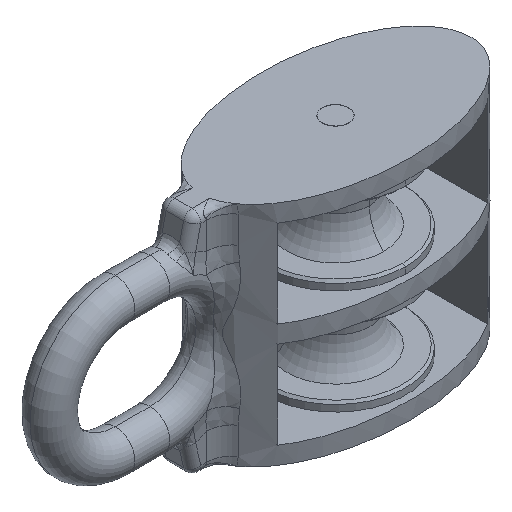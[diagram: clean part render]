
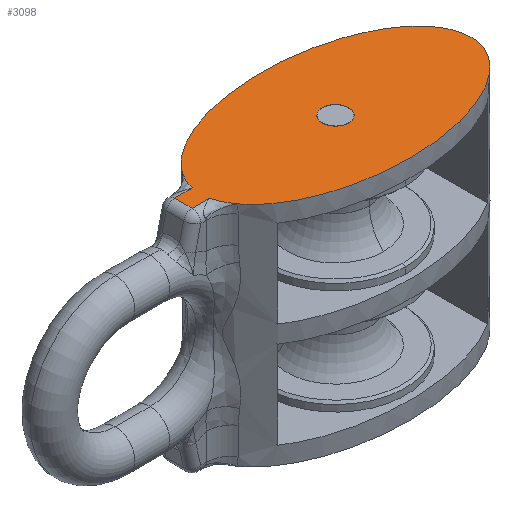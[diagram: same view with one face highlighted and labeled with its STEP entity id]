
A CAD part, isometric view. The second image highlights one B-rep face of the part: STEP entity #3098.
In plain terms, the highlighted planar face has unit normal (0, 0, 1).
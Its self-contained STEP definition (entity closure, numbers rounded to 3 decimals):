
#18 = VERTEX_POINT ( 'NONE', #1254 ) ;
#116 = VERTEX_POINT ( 'NONE', #3075 ) ;
#124 = CARTESIAN_POINT ( 'NONE',  ( 15.5, 12.157, 13. ) ) ;
#183 = CARTESIAN_POINT ( 'NONE',  ( -6.279, 14.429, 13. ) ) ;
#266 = VERTEX_POINT ( 'NONE', #333 ) ;
#326 = CARTESIAN_POINT ( 'NONE',  ( -1.5, 0., 13. ) ) ;
#333 = CARTESIAN_POINT ( 'NONE',  ( -15.392, -1., 13. ) ) ;
#343 = CIRCLE ( 'NONE', #2928, 1.5 ) ;
#467 = LINE ( 'NONE', #2587, #2036 ) ;
#476 = CARTESIAN_POINT ( 'NONE',  ( 0., 0., 13. ) ) ;
#493 = CARTESIAN_POINT ( 'NONE',  ( -14.418, 3.121, 13. ) ) ;
#497 = LINE ( 'NONE', #2592, #3780 ) ;
#598 = CARTESIAN_POINT ( 'NONE',  ( -15.235, -1.728, 13. ) ) ;
#712 = ORIENTED_EDGE ( 'NONE', *, *, #1572, .T. ) ;
#782 = PLANE ( 'NONE',  #2672 ) ;
#855 = VERTEX_POINT ( 'NONE', #2158 ) ;
#903 =( BOUNDED_CURVE ( )  B_SPLINE_CURVE ( 3, ( #2316, #124, #183, #3572 ),
 .UNSPECIFIED., .F., .F. ) 
 B_SPLINE_CURVE_WITH_KNOTS ( ( 4, 4 ),
 ( 0., 2.766 ),
 .UNSPECIFIED. ) 
 CURVE ( )  GEOMETRIC_REPRESENTATION_ITEM ( )  RATIONAL_B_SPLINE_CURVE ( ( 1., 0.458, 0.458, 1. ) ) 
 REPRESENTATION_ITEM ( '' )  );
#974 = AXIS2_PLACEMENT_3D ( 'NONE', #1564, #3420, #3115 ) ;
#1039 = CARTESIAN_POINT ( 'NONE',  ( -14.418, 3.121, 13. ) ) ;
#1102 = CARTESIAN_POINT ( 'NONE',  ( -15.235, 1.728, 13. ) ) ;
#1103 = EDGE_LOOP ( 'NONE', ( #1150, #1845 ) ) ;
#1135 = EDGE_CURVE ( 'NONE', #1813, #855, #1348, .T. ) ;
#1150 = ORIENTED_EDGE ( 'NONE', *, *, #3911, .F. ) ;
#1171 = VERTEX_POINT ( 'NONE', #326 ) ;
#1188 = CARTESIAN_POINT ( 'NONE',  ( -14.908, 2.439, 13. ) ) ;
#1193 = LINE ( 'NONE', #2151, #1906 ) ;
#1234 = ORIENTED_EDGE ( 'NONE', *, *, #1135, .T. ) ;
#1254 = CARTESIAN_POINT ( 'NONE',  ( -15.392, 1., 13. ) ) ;
#1296 = DIRECTION ( 'NONE',  ( 0., 0., 1. ) ) ;
#1300 = ORIENTED_EDGE ( 'NONE', *, *, #3081, .T. ) ;
#1348 =( BOUNDED_CURVE ( )  B_SPLINE_CURVE ( 3, ( #2377, #3593, #3614, #2420 ),
 .UNSPECIFIED., .F., .T. ) 
 B_SPLINE_CURVE_WITH_KNOTS ( ( 4, 4 ),
 ( 3.518, 6.283 ),
 .UNSPECIFIED. ) 
 CURVE ( )  GEOMETRIC_REPRESENTATION_ITEM ( )  RATIONAL_B_SPLINE_CURVE ( ( 1., 0.458, 0.458, 1. ) ) 
 REPRESENTATION_ITEM ( '' )  );
#1544 = CARTESIAN_POINT ( 'NONE',  ( -15.392, -1., 13. ) ) ;
#1564 = CARTESIAN_POINT ( 'NONE',  ( 0., 0., 13. ) ) ;
#1572 = EDGE_CURVE ( 'NONE', #3365, #18, #2962, .T. ) ;
#1751 = FACE_OUTER_BOUND ( 'NONE', #2475, .T. ) ;
#1813 = VERTEX_POINT ( 'NONE', #3848 ) ;
#1845 = ORIENTED_EDGE ( 'NONE', *, *, #2772, .F. ) ;
#1855 = DIRECTION ( 'NONE',  ( 0., -1., 0. ) ) ;
#1906 = VECTOR ( 'NONE', #1855, 1000. ) ;
#2036 = VECTOR ( 'NONE', #2623, 1000. ) ;
#2072 = DIRECTION ( 'NONE',  ( 1., 0., 0. ) ) ;
#2088 = ORIENTED_EDGE ( 'NONE', *, *, #3791, .T. ) ;
#2151 = CARTESIAN_POINT ( 'NONE',  ( -17.407, -1., 13. ) ) ;
#2158 = CARTESIAN_POINT ( 'NONE',  ( 15.5, 0., 13. ) ) ;
#2316 = CARTESIAN_POINT ( 'NONE',  ( 15.5, 0., 13. ) ) ;
#2377 = CARTESIAN_POINT ( 'NONE',  ( -14.418, -3.121, 13. ) ) ;
#2420 = CARTESIAN_POINT ( 'NONE',  ( 15.5, 0., 13. ) ) ;
#2475 = EDGE_LOOP ( 'NONE', ( #3683, #3606, #1300, #2088, #1234, #3435, #712 ) ) ;
#2516 = CIRCLE ( 'NONE', #974, 1.5 ) ;
#2587 = CARTESIAN_POINT ( 'NONE',  ( 0., 1., 13. ) ) ;
#2592 = CARTESIAN_POINT ( 'NONE',  ( -15.065, -1., 13. ) ) ;
#2623 = DIRECTION ( 'NONE',  ( -1., 0., 0. ) ) ;
#2672 = AXIS2_PLACEMENT_3D ( 'NONE', #476, #3607, #2072 ) ;
#2728 = CARTESIAN_POINT ( 'NONE',  ( -14.908, -2.439, 13. ) ) ;
#2772 = EDGE_CURVE ( 'NONE', #1171, #3406, #343, .T. ) ;
#2928 = AXIS2_PLACEMENT_3D ( 'NONE', #3126, #1296, #3755 ) ;
#2962 =( BOUNDED_CURVE ( )  B_SPLINE_CURVE ( 3, ( #493, #1188, #1102, #2971 ),
 .UNSPECIFIED., .F., .T. ) 
 B_SPLINE_CURVE_WITH_KNOTS ( ( 4, 4 ),
 ( 2.766, 3.024 ),
 .UNSPECIFIED. ) 
 CURVE ( )  GEOMETRIC_REPRESENTATION_ITEM ( )  RATIONAL_B_SPLINE_CURVE ( ( 1., 0.994, 0.994, 1. ) ) 
 REPRESENTATION_ITEM ( '' )  );
#2971 = CARTESIAN_POINT ( 'NONE',  ( -15.392, 1., 13. ) ) ;
#2974 = FACE_BOUND ( 'NONE', #1103, .T. ) ;
#3007 = CARTESIAN_POINT ( 'NONE',  ( -17.407, -1., 13. ) ) ;
#3075 = CARTESIAN_POINT ( 'NONE',  ( -17.407, 1., 13. ) ) ;
#3081 = EDGE_CURVE ( 'NONE', #3765, #266, #497, .T. ) ;
#3098 = ADVANCED_FACE ( 'NONE', ( #1751, #2974 ), #782, .T. ) ;
#3115 = DIRECTION ( 'NONE',  ( 1., 0., 0. ) ) ;
#3126 = CARTESIAN_POINT ( 'NONE',  ( 0., 0., 13. ) ) ;
#3214 = EDGE_CURVE ( 'NONE', #116, #3765, #1193, .T. ) ;
#3254 =( BOUNDED_CURVE ( )  B_SPLINE_CURVE ( 3, ( #1544, #598, #2728, #3949 ),
 .UNSPECIFIED., .F., .F. ) 
 B_SPLINE_CURVE_WITH_KNOTS ( ( 4, 4 ),
 ( 3.26, 3.518 ),
 .UNSPECIFIED. ) 
 CURVE ( )  GEOMETRIC_REPRESENTATION_ITEM ( )  RATIONAL_B_SPLINE_CURVE ( ( 1., 0.994, 0.994, 1. ) ) 
 REPRESENTATION_ITEM ( '' )  );
#3365 = VERTEX_POINT ( 'NONE', #1039 ) ;
#3406 = VERTEX_POINT ( 'NONE', #3639 ) ;
#3420 = DIRECTION ( 'NONE',  ( 0., 0., 1. ) ) ;
#3435 = ORIENTED_EDGE ( 'NONE', *, *, #3967, .T. ) ;
#3572 = CARTESIAN_POINT ( 'NONE',  ( -14.418, 3.121, 13. ) ) ;
#3574 = EDGE_CURVE ( 'NONE', #18, #116, #467, .T. ) ;
#3593 = CARTESIAN_POINT ( 'NONE',  ( -6.279, -14.429, 13. ) ) ;
#3606 = ORIENTED_EDGE ( 'NONE', *, *, #3214, .T. ) ;
#3607 = DIRECTION ( 'NONE',  ( 0., 0., 1. ) ) ;
#3614 = CARTESIAN_POINT ( 'NONE',  ( 15.5, -12.157, 13. ) ) ;
#3639 = CARTESIAN_POINT ( 'NONE',  ( 1.5, 0., 13. ) ) ;
#3683 = ORIENTED_EDGE ( 'NONE', *, *, #3574, .T. ) ;
#3755 = DIRECTION ( 'NONE',  ( 1., 0., 0. ) ) ;
#3765 = VERTEX_POINT ( 'NONE', #3007 ) ;
#3780 = VECTOR ( 'NONE', #3833, 1000. ) ;
#3791 = EDGE_CURVE ( 'NONE', #266, #1813, #3254, .T. ) ;
#3833 = DIRECTION ( 'NONE',  ( 1., 0., 0. ) ) ;
#3848 = CARTESIAN_POINT ( 'NONE',  ( -14.418, -3.121, 13. ) ) ;
#3911 = EDGE_CURVE ( 'NONE', #3406, #1171, #2516, .T. ) ;
#3949 = CARTESIAN_POINT ( 'NONE',  ( -14.418, -3.121, 13. ) ) ;
#3967 = EDGE_CURVE ( 'NONE', #855, #3365, #903, .T. ) ;
